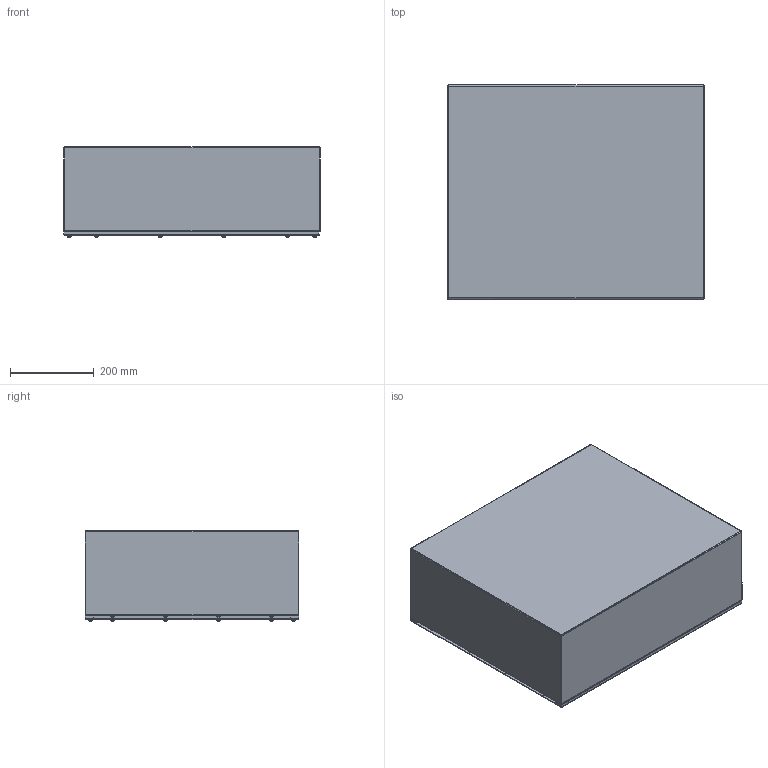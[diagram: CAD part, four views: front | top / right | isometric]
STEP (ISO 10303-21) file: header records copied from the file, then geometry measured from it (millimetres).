
FILE_DESCRIPTION (( 'STEP AP214' ), '1' );
FILE_NAME ('WA202408GSC.STEP', '2016-02-15T17:26:09', ( '' ), ( '' ), 'SwSTEP 2.0', 'SolidWorks 2014', '' );
FILE_SCHEMA (( 'AUTOMOTIVE_DESIGN' ));
Length unit declared in the file: inch
Products named in the file (9): 34984; 24; 20; 39035; 39077; 37210; WA2024GSC_LP; WA202408GSCBKP; WA202408GSC
Assembly tree (69 placements, depth 2):
  WA202408GSC
    WA202408GSCBKP
    WA2024GSC_LP
    37210  x16
    39077  x16
    39035  x16
    20
    24  x2
    34984  x16
Bounding box: 612.77 x 511.18 x 216.15 mm (x, y, z)
Volume: 2302279 mm3; surface area: 2338683.7 mm2
Topology: 69 solids, 69 shells, 1646 faces, 4124 edges, 2616 vertices
Faces by surface type: plane 766, cylinder 432, cone 304, torus 96, sphere 32, bspline 16
Entity records: 12420 total; most frequent: CARTESIAN_POINT 2494, DIRECTION 1361, ORIENTED_EDGE 1196, EDGE_CURVE 598, AXIS2_PLACEMENT_3D 522, VERTEX_POINT 373, VECTOR 317, EDGE_LOOP 317
